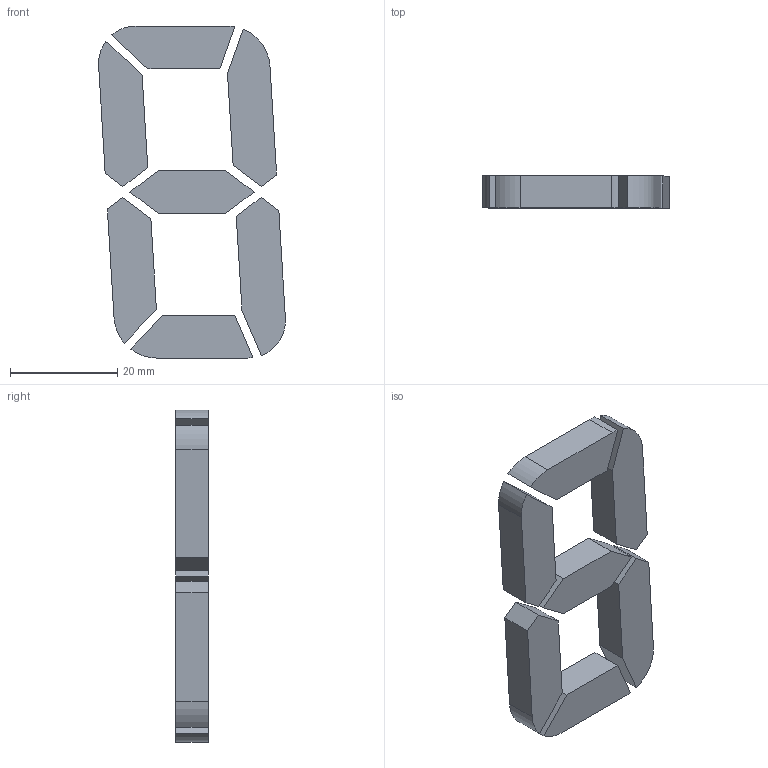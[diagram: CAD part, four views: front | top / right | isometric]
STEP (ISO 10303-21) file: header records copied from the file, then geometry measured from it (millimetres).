
FILE_DESCRIPTION (( 'STEP AP214' ), '1' );
FILE_NAME ('led-segment-insert-p4.STEP', '2025-11-13T12:07:27', ( '' ), ( '' ), 'SwSTEP 2.0', 'SolidWorks 2025', '' );
FILE_SCHEMA (( 'AUTOMOTIVE_DESIGN' ));
Length unit declared in the file: millimetre
Products named in the file (1): led-segment-insert-p4
Bounding box: 34.88 x 6 x 62 mm (x, y, z)
Volume: 7240.4 mm3; surface area: 4901.1 mm2
Topology: 7 solids, 7 shells, 56 faces, 126 edges, 84 vertices
Faces by surface type: plane 48, cylinder 8
Entity records: 1623 total; most frequent: CARTESIAN_POINT 267, DIRECTION 256, ORIENTED_EDGE 252, EDGE_CURVE 126, LINE 110, VECTOR 110, VERTEX_POINT 84, AXIS2_PLACEMENT_3D 73
